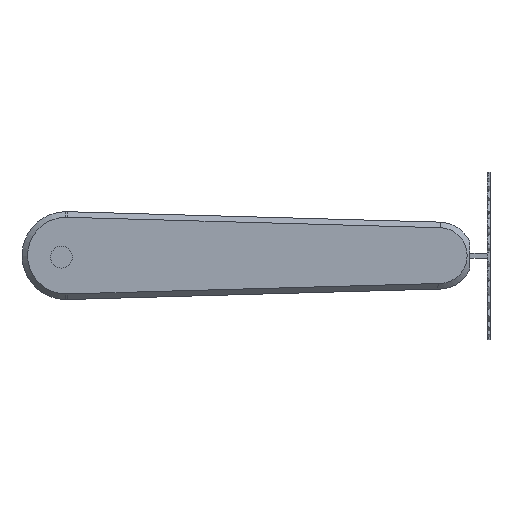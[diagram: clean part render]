
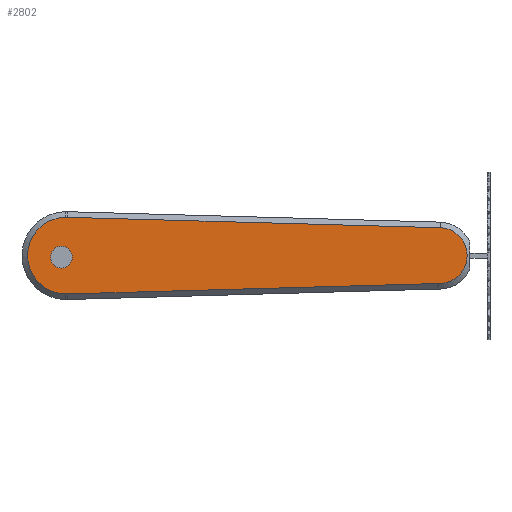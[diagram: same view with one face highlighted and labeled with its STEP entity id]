
A CAD part, front view. The second image highlights one B-rep face of the part: STEP entity #2802.
In plain terms, the highlighted planar face has unit normal (0, -1, 0).
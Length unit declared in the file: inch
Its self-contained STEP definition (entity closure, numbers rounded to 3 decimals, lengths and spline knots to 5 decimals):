
#11 = DIRECTION ( 'NONE',  ( 0., -1., 0. ) ) ;
#36 = EDGE_CURVE ( 'NONE', #6518, #637, #6792, .T. ) ;
#40 = AXIS2_PLACEMENT_3D ( 'NONE', #4691, #6806, #2730 ) ;
#308 = EDGE_CURVE ( 'NONE', #2534, #2084, #1684, .T. ) ;
#336 = LINE ( 'NONE', #6740, #484 ) ;
#360 = CARTESIAN_POINT ( 'NONE',  ( -2.9817, -0.29528, 0.02725 ) ) ;
#459 = FACE_OUTER_BOUND ( 'NONE', #1721, .T. ) ;
#484 = VECTOR ( 'NONE', #2514, 39.37008 ) ;
#576 = EDGE_CURVE ( 'NONE', #637, #6518, #2455, .T. ) ;
#637 = VERTEX_POINT ( 'NONE', #2654 ) ;
#691 = DIRECTION ( 'NONE',  ( 0., 0., 1. ) ) ;
#761 = CARTESIAN_POINT ( 'NONE',  ( -2.9817, -0.29528, 0.02725 ) ) ;
#939 = LINE ( 'NONE', #5129, #6717 ) ;
#1103 = AXIS2_PLACEMENT_3D ( 'NONE', #5754, #3102, #4263 ) ;
#1235 = CARTESIAN_POINT ( 'NONE',  ( 3.71121, -0.29528, 0.02725 ) ) ;
#1268 = DIRECTION ( 'NONE',  ( 0., 0., 1. ) ) ;
#1292 = EDGE_CURVE ( 'NONE', #6744, #5226, #939, .T. ) ;
#1612 = EDGE_CURVE ( 'NONE', #5226, #1696, #2824, .T. ) ;
#1659 = DIRECTION ( 'NONE',  ( 0., 0., 1. ) ) ;
#1684 = CIRCLE ( 'NONE', #4490, 0.6874 ) ;
#1696 = VERTEX_POINT ( 'NONE', #3475 ) ;
#1721 = EDGE_LOOP ( 'NONE', ( #3704, #6531, #3575, #6153, #2843, #2180 ) ) ;
#1871 = DIRECTION ( 'NONE',  ( 0., -1., 0. ) ) ;
#1951 = DIRECTION ( 'NONE',  ( 0., 0., 1. ) ) ;
#2084 = VERTEX_POINT ( 'NONE', #6462 ) ;
#2180 = ORIENTED_EDGE ( 'NONE', *, *, #5550, .T. ) ;
#2434 = EDGE_CURVE ( 'NONE', #1696, #2534, #4353, .T. ) ;
#2455 = CIRCLE ( 'NONE', #40, 0.19685 ) ;
#2514 = DIRECTION ( 'NONE',  ( 1., 0., 0.028 ) ) ;
#2515 = CARTESIAN_POINT ( 'NONE',  ( 3.72519, -0.29528, 0.52753 ) ) ;
#2534 = VERTEX_POINT ( 'NONE', #4270 ) ;
#2654 = CARTESIAN_POINT ( 'NONE',  ( -3.06159, -0.29528, -0.19685 ) ) ;
#2709 = CIRCLE ( 'NONE', #5717, 0.50048 ) ;
#2730 = DIRECTION ( 'NONE',  ( 0., 0., 1. ) ) ;
#2786 = CARTESIAN_POINT ( 'NONE',  ( -3.06159, -0.29528, 0. ) ) ;
#2802 = ADVANCED_FACE ( 'NONE', ( #5650, #459 ), #3664, .F. ) ;
#2824 = CIRCLE ( 'NONE', #3725, 0.6874 ) ;
#2843 = ORIENTED_EDGE ( 'NONE', *, *, #308, .T. ) ;
#3102 = DIRECTION ( 'NONE',  ( 0., 1., 0. ) ) ;
#3269 = EDGE_LOOP ( 'NONE', ( #4901, #6390 ) ) ;
#3475 = CARTESIAN_POINT ( 'NONE',  ( -2.9817, -0.29528, 0.71465 ) ) ;
#3575 = ORIENTED_EDGE ( 'NONE', *, *, #1612, .T. ) ;
#3664 = PLANE ( 'NONE',  #1103 ) ;
#3704 = ORIENTED_EDGE ( 'NONE', *, *, #6659, .T. ) ;
#3725 = AXIS2_PLACEMENT_3D ( 'NONE', #761, #5440, #691 ) ;
#3867 = CARTESIAN_POINT ( 'NONE',  ( -3.06159, -0.29528, 0.19685 ) ) ;
#3932 = DIRECTION ( 'NONE',  ( 0., -1., 0. ) ) ;
#4034 = CARTESIAN_POINT ( 'NONE',  ( 3.6893, -0.29528, -0.47275 ) ) ;
#4188 = DIRECTION ( 'NONE',  ( -1., 0., 0.028 ) ) ;
#4263 = DIRECTION ( 'NONE',  ( 0., 0., 1. ) ) ;
#4270 = CARTESIAN_POINT ( 'NONE',  ( -2.9817, -0.29528, -0.66015 ) ) ;
#4353 = CIRCLE ( 'NONE', #5238, 0.6874 ) ;
#4411 = DIRECTION ( 'NONE',  ( 0., 0., 1. ) ) ;
#4490 = AXIS2_PLACEMENT_3D ( 'NONE', #6370, #11, #1659 ) ;
#4620 = DIRECTION ( 'NONE',  ( 0., -1., 0. ) ) ;
#4691 = CARTESIAN_POINT ( 'NONE',  ( -3.06159, -0.29528, 0. ) ) ;
#4901 = ORIENTED_EDGE ( 'NONE', *, *, #36, .F. ) ;
#5129 = CARTESIAN_POINT ( 'NONE',  ( -2.9625, -0.29528, 0.71438 ) ) ;
#5140 = VERTEX_POINT ( 'NONE', #4034 ) ;
#5156 = CARTESIAN_POINT ( 'NONE',  ( -2.9625, -0.29528, 0.71438 ) ) ;
#5226 = VERTEX_POINT ( 'NONE', #5156 ) ;
#5238 = AXIS2_PLACEMENT_3D ( 'NONE', #360, #4620, #1951 ) ;
#5440 = DIRECTION ( 'NONE',  ( 0., -1., 0. ) ) ;
#5550 = EDGE_CURVE ( 'NONE', #2084, #5140, #336, .T. ) ;
#5650 = FACE_BOUND ( 'NONE', #3269, .T. ) ;
#5717 = AXIS2_PLACEMENT_3D ( 'NONE', #1235, #3932, #1268 ) ;
#5754 = CARTESIAN_POINT ( 'NONE',  ( -2.9817, -0.29528, 0.02725 ) ) ;
#6153 = ORIENTED_EDGE ( 'NONE', *, *, #2434, .T. ) ;
#6370 = CARTESIAN_POINT ( 'NONE',  ( -2.9817, -0.29528, 0.02725 ) ) ;
#6390 = ORIENTED_EDGE ( 'NONE', *, *, #576, .F. ) ;
#6462 = CARTESIAN_POINT ( 'NONE',  ( -2.96237, -0.29528, -0.65988 ) ) ;
#6518 = VERTEX_POINT ( 'NONE', #3867 ) ;
#6531 = ORIENTED_EDGE ( 'NONE', *, *, #1292, .T. ) ;
#6565 = AXIS2_PLACEMENT_3D ( 'NONE', #2786, #1871, #4411 ) ;
#6659 = EDGE_CURVE ( 'NONE', #5140, #6744, #2709, .T. ) ;
#6717 = VECTOR ( 'NONE', #4188, 39.37008 ) ;
#6740 = CARTESIAN_POINT ( 'NONE',  ( 3.68586, -0.29528, -0.47285 ) ) ;
#6744 = VERTEX_POINT ( 'NONE', #2515 ) ;
#6792 = CIRCLE ( 'NONE', #6565, 0.19685 ) ;
#6806 = DIRECTION ( 'NONE',  ( 0., -1., 0. ) ) ;
